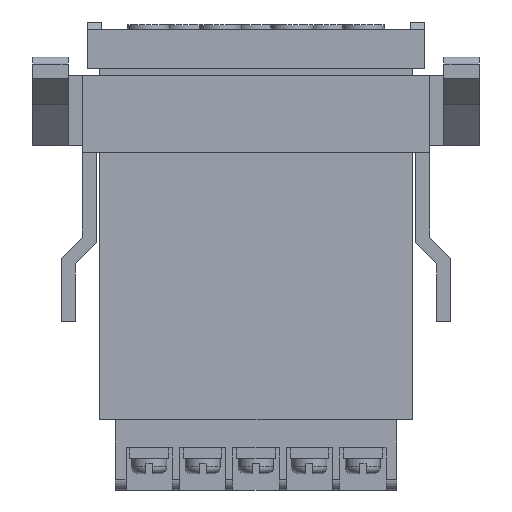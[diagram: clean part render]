
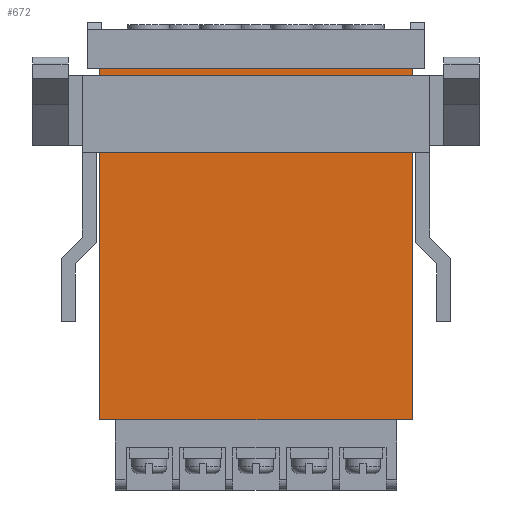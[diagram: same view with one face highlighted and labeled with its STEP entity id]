
A CAD part, front view. The second image highlights one B-rep face of the part: STEP entity #672.
In plain terms, the highlighted planar face has unit normal (0, -1, 0).
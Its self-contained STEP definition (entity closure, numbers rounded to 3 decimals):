
#672 = ADVANCED_FACE ( 'NONE', ( #10889 ), #7695, .F. ) ;
#752 = DIRECTION ( 'NONE',  ( -1., 0., 0. ) ) ;
#1988 = CARTESIAN_POINT ( 'NONE',  ( 22.25, -22.25, -50. ) ) ;
#2486 = EDGE_CURVE ( 'NONE', #8204, #15268, #7183, .T. ) ;
#2694 = DIRECTION ( 'NONE',  ( -1., 0., 0. ) ) ;
#3101 = VECTOR ( 'NONE', #752, 1000. ) ;
#3596 = ORIENTED_EDGE ( 'NONE', *, *, #4387, .F. ) ;
#4387 = EDGE_CURVE ( 'NONE', #10718, #15268, #13087, .T. ) ;
#5484 = EDGE_LOOP ( 'NONE', ( #11448, #8651, #11076, #3596 ) ) ;
#6443 = CARTESIAN_POINT ( 'NONE',  ( -22.25, -22.25, -60. ) ) ;
#6476 = AXIS2_PLACEMENT_3D ( 'NONE', #6443, #12574, #2694 ) ;
#6525 = LINE ( 'NONE', #15907, #7110 ) ;
#6768 = CARTESIAN_POINT ( 'NONE',  ( -22.25, -22.25, 0. ) ) ;
#6973 = EDGE_CURVE ( 'NONE', #14797, #8204, #6525, .T. ) ;
#7028 = CARTESIAN_POINT ( 'NONE',  ( -22.25, -22.25, 0. ) ) ;
#7110 = VECTOR ( 'NONE', #9786, 1000. ) ;
#7165 = CARTESIAN_POINT ( 'NONE',  ( -22.25, -22.25, -50. ) ) ;
#7183 = LINE ( 'NONE', #7028, #3101 ) ;
#7695 = PLANE ( 'NONE',  #6476 ) ;
#8204 = VERTEX_POINT ( 'NONE', #15023 ) ;
#8342 = EDGE_CURVE ( 'NONE', #14797, #10718, #13035, .T. ) ;
#8504 = VECTOR ( 'NONE', #15889, 1000. ) ;
#8651 = ORIENTED_EDGE ( 'NONE', *, *, #6973, .T. ) ;
#9392 = VECTOR ( 'NONE', #12058, 1000. ) ;
#9786 = DIRECTION ( 'NONE',  ( 0., 0., 1. ) ) ;
#10718 = VERTEX_POINT ( 'NONE', #7165 ) ;
#10889 = FACE_OUTER_BOUND ( 'NONE', #5484, .T. ) ;
#11076 = ORIENTED_EDGE ( 'NONE', *, *, #2486, .T. ) ;
#11448 = ORIENTED_EDGE ( 'NONE', *, *, #8342, .F. ) ;
#12058 = DIRECTION ( 'NONE',  ( -1., 0., 0. ) ) ;
#12114 = CARTESIAN_POINT ( 'NONE',  ( 22.25, -22.25, -50. ) ) ;
#12574 = DIRECTION ( 'NONE',  ( 0., 1., 0. ) ) ;
#13035 = LINE ( 'NONE', #12114, #9392 ) ;
#13087 = LINE ( 'NONE', #14927, #8504 ) ;
#14797 = VERTEX_POINT ( 'NONE', #1988 ) ;
#14927 = CARTESIAN_POINT ( 'NONE',  ( -22.25, -22.25, -60. ) ) ;
#15023 = CARTESIAN_POINT ( 'NONE',  ( 22.25, -22.25, 0. ) ) ;
#15268 = VERTEX_POINT ( 'NONE', #6768 ) ;
#15889 = DIRECTION ( 'NONE',  ( 0., 0., 1. ) ) ;
#15907 = CARTESIAN_POINT ( 'NONE',  ( 22.25, -22.25, -60. ) ) ;
